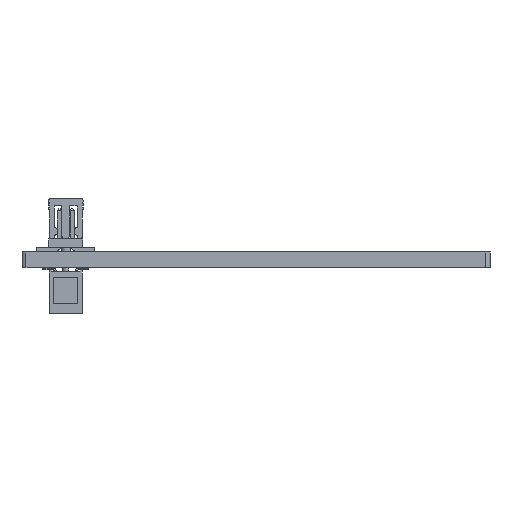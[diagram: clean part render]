
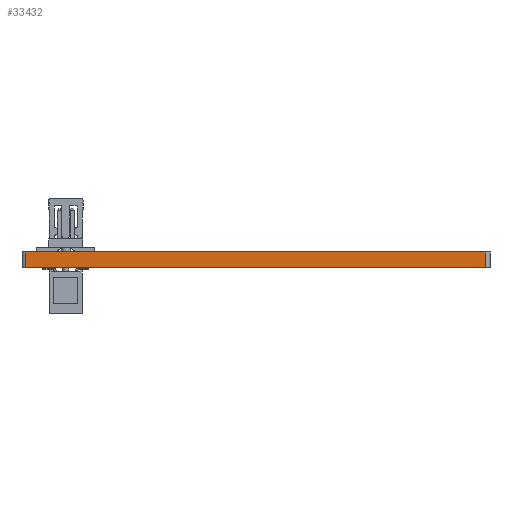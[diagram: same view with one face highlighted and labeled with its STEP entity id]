
A CAD part, front view. The second image highlights one B-rep face of the part: STEP entity #33432.
In plain terms, the highlighted planar face has unit normal (0, -1, 0).
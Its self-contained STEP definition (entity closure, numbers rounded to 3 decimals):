
#33432 = ADVANCED_FACE('',(#33433),#33447,.T.);
#33433 = FACE_BOUND('',#33434,.T.);
#33434 = EDGE_LOOP('',(#33435,#33470,#33498,#33526));
#33435 = ORIENTED_EDGE('',*,*,#33436,.T.);
#33436 = EDGE_CURVE('',#33437,#33439,#33441,.T.);
#33437 = VERTEX_POINT('',#33438);
#33438 = CARTESIAN_POINT('',(169.8,-124.,0.));
#33439 = VERTEX_POINT('',#33440);
#33440 = CARTESIAN_POINT('',(169.8,-124.,1.6));
#33441 = SURFACE_CURVE('',#33442,(#33446,#33458),.PCURVE_S1.);
#33442 = LINE('',#33443,#33444);
#33443 = CARTESIAN_POINT('',(169.8,-124.,0.));
#33444 = VECTOR('',#33445,1.);
#33445 = DIRECTION('',(0.,0.,1.));
#33446 = PCURVE('',#33447,#33452);
#33447 = PLANE('',#33448);
#33448 = AXIS2_PLACEMENT_3D('',#33449,#33450,#33451);
#33449 = CARTESIAN_POINT('',(169.8,-124.,0.));
#33450 = DIRECTION('',(0.,-1.,0.));
#33451 = DIRECTION('',(-1.,0.,0.));
#33452 = DEFINITIONAL_REPRESENTATION('',(#33453),#33457);
#33453 = LINE('',#33454,#33455);
#33454 = CARTESIAN_POINT('',(0.,0.));
#33455 = VECTOR('',#33456,1.);
#33456 = DIRECTION('',(0.,-1.));
#33457 = ( GEOMETRIC_REPRESENTATION_CONTEXT(2) 
PARAMETRIC_REPRESENTATION_CONTEXT() REPRESENTATION_CONTEXT('2D SPACE',''
  ) );
#33458 = PCURVE('',#33459,#33464);
#33459 = CYLINDRICAL_SURFACE('',#33460,0.4);
#33460 = AXIS2_PLACEMENT_3D('',#33461,#33462,#33463);
#33461 = CARTESIAN_POINT('',(169.8,-123.6,0.));
#33462 = DIRECTION('',(-0.,-0.,-1.));
#33463 = DIRECTION('',(1.,0.,-0.));
#33464 = DEFINITIONAL_REPRESENTATION('',(#33465),#33469);
#33465 = LINE('',#33466,#33467);
#33466 = CARTESIAN_POINT('',(-4.712,0.));
#33467 = VECTOR('',#33468,1.);
#33468 = DIRECTION('',(-0.,-1.));
#33469 = ( GEOMETRIC_REPRESENTATION_CONTEXT(2) 
PARAMETRIC_REPRESENTATION_CONTEXT() REPRESENTATION_CONTEXT('2D SPACE',''
  ) );
#33470 = ORIENTED_EDGE('',*,*,#33471,.T.);
#33471 = EDGE_CURVE('',#33439,#33472,#33474,.T.);
#33472 = VERTEX_POINT('',#33473);
#33473 = CARTESIAN_POINT('',(123.8,-124.,1.6));
#33474 = SURFACE_CURVE('',#33475,(#33479,#33486),.PCURVE_S1.);
#33475 = LINE('',#33476,#33477);
#33476 = CARTESIAN_POINT('',(169.8,-124.,1.6));
#33477 = VECTOR('',#33478,1.);
#33478 = DIRECTION('',(-1.,0.,0.));
#33479 = PCURVE('',#33447,#33480);
#33480 = DEFINITIONAL_REPRESENTATION('',(#33481),#33485);
#33481 = LINE('',#33482,#33483);
#33482 = CARTESIAN_POINT('',(0.,-1.6));
#33483 = VECTOR('',#33484,1.);
#33484 = DIRECTION('',(1.,0.));
#33485 = ( GEOMETRIC_REPRESENTATION_CONTEXT(2) 
PARAMETRIC_REPRESENTATION_CONTEXT() REPRESENTATION_CONTEXT('2D SPACE',''
  ) );
#33486 = PCURVE('',#33487,#33492);
#33487 = PLANE('',#33488);
#33488 = AXIS2_PLACEMENT_3D('',#33489,#33490,#33491);
#33489 = CARTESIAN_POINT('',(146.648,-100.734,1.6));
#33490 = DIRECTION('',(-0.,-0.,-1.));
#33491 = DIRECTION('',(-1.,0.,0.));
#33492 = DEFINITIONAL_REPRESENTATION('',(#33493),#33497);
#33493 = LINE('',#33494,#33495);
#33494 = CARTESIAN_POINT('',(-23.152,-23.266));
#33495 = VECTOR('',#33496,1.);
#33496 = DIRECTION('',(1.,0.));
#33497 = ( GEOMETRIC_REPRESENTATION_CONTEXT(2) 
PARAMETRIC_REPRESENTATION_CONTEXT() REPRESENTATION_CONTEXT('2D SPACE',''
  ) );
#33498 = ORIENTED_EDGE('',*,*,#33499,.F.);
#33499 = EDGE_CURVE('',#33500,#33472,#33502,.T.);
#33500 = VERTEX_POINT('',#33501);
#33501 = CARTESIAN_POINT('',(123.8,-124.,0.));
#33502 = SURFACE_CURVE('',#33503,(#33507,#33514),.PCURVE_S1.);
#33503 = LINE('',#33504,#33505);
#33504 = CARTESIAN_POINT('',(123.8,-124.,0.));
#33505 = VECTOR('',#33506,1.);
#33506 = DIRECTION('',(0.,0.,1.));
#33507 = PCURVE('',#33447,#33508);
#33508 = DEFINITIONAL_REPRESENTATION('',(#33509),#33513);
#33509 = LINE('',#33510,#33511);
#33510 = CARTESIAN_POINT('',(46.,0.));
#33511 = VECTOR('',#33512,1.);
#33512 = DIRECTION('',(0.,-1.));
#33513 = ( GEOMETRIC_REPRESENTATION_CONTEXT(2) 
PARAMETRIC_REPRESENTATION_CONTEXT() REPRESENTATION_CONTEXT('2D SPACE',''
  ) );
#33514 = PCURVE('',#33515,#33520);
#33515 = CYLINDRICAL_SURFACE('',#33516,0.4);
#33516 = AXIS2_PLACEMENT_3D('',#33517,#33518,#33519);
#33517 = CARTESIAN_POINT('',(123.8,-123.6,0.));
#33518 = DIRECTION('',(-0.,-0.,-1.));
#33519 = DIRECTION('',(1.,0.,-0.));
#33520 = DEFINITIONAL_REPRESENTATION('',(#33521),#33525);
#33521 = LINE('',#33522,#33523);
#33522 = CARTESIAN_POINT('',(-4.712,0.));
#33523 = VECTOR('',#33524,1.);
#33524 = DIRECTION('',(-0.,-1.));
#33525 = ( GEOMETRIC_REPRESENTATION_CONTEXT(2) 
PARAMETRIC_REPRESENTATION_CONTEXT() REPRESENTATION_CONTEXT('2D SPACE',''
  ) );
#33526 = ORIENTED_EDGE('',*,*,#33527,.F.);
#33527 = EDGE_CURVE('',#33437,#33500,#33528,.T.);
#33528 = SURFACE_CURVE('',#33529,(#33533,#33540),.PCURVE_S1.);
#33529 = LINE('',#33530,#33531);
#33530 = CARTESIAN_POINT('',(169.8,-124.,0.));
#33531 = VECTOR('',#33532,1.);
#33532 = DIRECTION('',(-1.,0.,0.));
#33533 = PCURVE('',#33447,#33534);
#33534 = DEFINITIONAL_REPRESENTATION('',(#33535),#33539);
#33535 = LINE('',#33536,#33537);
#33536 = CARTESIAN_POINT('',(0.,0.));
#33537 = VECTOR('',#33538,1.);
#33538 = DIRECTION('',(1.,0.));
#33539 = ( GEOMETRIC_REPRESENTATION_CONTEXT(2) 
PARAMETRIC_REPRESENTATION_CONTEXT() REPRESENTATION_CONTEXT('2D SPACE',''
  ) );
#33540 = PCURVE('',#33541,#33546);
#33541 = PLANE('',#33542);
#33542 = AXIS2_PLACEMENT_3D('',#33543,#33544,#33545);
#33543 = CARTESIAN_POINT('',(146.648,-100.734,0.));
#33544 = DIRECTION('',(-0.,-0.,-1.));
#33545 = DIRECTION('',(-1.,0.,0.));
#33546 = DEFINITIONAL_REPRESENTATION('',(#33547),#33551);
#33547 = LINE('',#33548,#33549);
#33548 = CARTESIAN_POINT('',(-23.152,-23.266));
#33549 = VECTOR('',#33550,1.);
#33550 = DIRECTION('',(1.,0.));
#33551 = ( GEOMETRIC_REPRESENTATION_CONTEXT(2) 
PARAMETRIC_REPRESENTATION_CONTEXT() REPRESENTATION_CONTEXT('2D SPACE',''
  ) );
